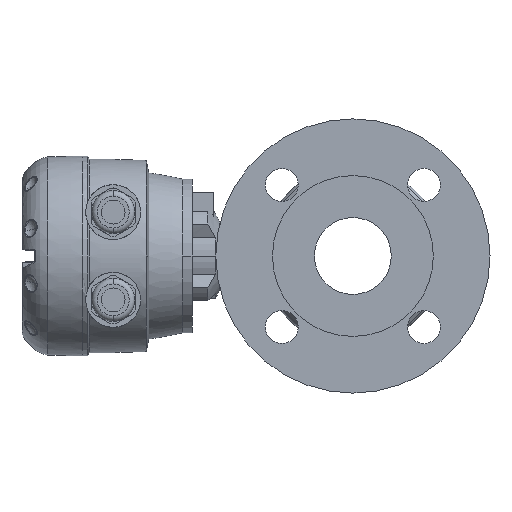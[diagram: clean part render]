
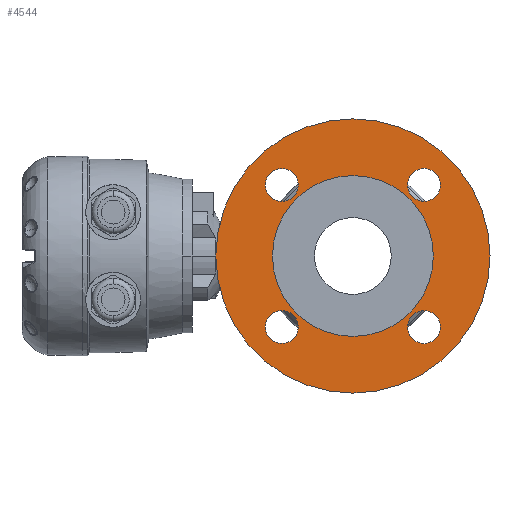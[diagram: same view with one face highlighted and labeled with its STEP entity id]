
A CAD part, left-side view. The second image highlights one B-rep face of the part: STEP entity #4544.
In plain terms, the highlighted planar face has unit normal (-1, 0, 0).
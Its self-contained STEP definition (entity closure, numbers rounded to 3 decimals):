
#880 = CARTESIAN_POINT ( 'NONE',  ( -64.805, -81.517, -54.543 ) ) ;
#966 = CARTESIAN_POINT ( 'NONE',  ( -64.805, -81.517, 33.457 ) ) ;
#999 = CARTESIAN_POINT ( 'NONE',  ( -64.805, -42.626, 19.348 ) ) ;
#1000 = CARTESIAN_POINT ( 'NONE',  ( -64.805, -81.517, 64.457 ) ) ;
#1001 = CARTESIAN_POINT ( 'NONE',  ( -64.805, -81.517, -85.543 ) ) ;
#1008 = CARTESIAN_POINT ( 'NONE',  ( -64.805, -120.408, -58.434 ) ) ;
#1009 = CARTESIAN_POINT ( 'NONE',  ( -64.805, -51.626, -49.434 ) ) ;
#1089 = CARTESIAN_POINT ( 'NONE',  ( -64.805, -129.408, 28.348 ) ) ;
#1090 = CARTESIAN_POINT ( 'NONE',  ( -64.805, -111.408, 28.348 ) ) ;
#1092 = CARTESIAN_POINT ( 'NONE',  ( -64.805, -120.408, -40.434 ) ) ;
#1095 = CARTESIAN_POINT ( 'NONE',  ( -64.805, -33.626, -49.434 ) ) ;
#1803 = CARTESIAN_POINT ( 'NONE',  ( -64.805, -42.626, 37.348 ) ) ;
#2250 = CARTESIAN_POINT ( 'NONE',  ( -64.805, -42.626, -49.434 ) ) ;
#2251 = DIRECTION ( 'NONE',  ( -1., 0., 0. ) ) ;
#2252 = DIRECTION ( 'NONE',  ( 0., 0., 1. ) ) ;
#2336 = CARTESIAN_POINT ( 'NONE',  ( -64.805, -81.517, -10.543 ) ) ;
#2337 = DIRECTION ( 'NONE',  ( 1., 0., 0. ) ) ;
#2338 = DIRECTION ( 'NONE',  ( 0., 0., -1. ) ) ;
#2340 = CARTESIAN_POINT ( 'NONE',  ( -64.805, -42.626, 28.348 ) ) ;
#2341 = DIRECTION ( 'NONE',  ( -1., 0., 0. ) ) ;
#2342 = DIRECTION ( 'NONE',  ( 0., 0., 1. ) ) ;
#2345 = CARTESIAN_POINT ( 'NONE',  ( -64.805, -42.626, -49.434 ) ) ;
#2346 = DIRECTION ( 'NONE',  ( -1., 0., 0. ) ) ;
#2347 = DIRECTION ( 'NONE',  ( 0., 0., 1. ) ) ;
#2350 = CARTESIAN_POINT ( 'NONE',  ( -64.805, -81.517, -10.543 ) ) ;
#2351 = DIRECTION ( 'NONE',  ( 1., 0., 0. ) ) ;
#2352 = DIRECTION ( 'NONE',  ( 0., 0., -1. ) ) ;
#2406 = CARTESIAN_POINT ( 'NONE',  ( -64.805, -81.517, -10.543 ) ) ;
#2407 = DIRECTION ( 'NONE',  ( 1., 0., 0. ) ) ;
#2408 = DIRECTION ( 'NONE',  ( 0., 0., -1. ) ) ;
#2448 = CARTESIAN_POINT ( 'NONE',  ( -64.805, -120.408, 28.348 ) ) ;
#2449 = DIRECTION ( 'NONE',  ( -1., 0., 0. ) ) ;
#2450 = DIRECTION ( 'NONE',  ( 0., 0., 1. ) ) ;
#2461 = CARTESIAN_POINT ( 'NONE',  ( -64.805, -120.408, -49.434 ) ) ;
#2462 = DIRECTION ( 'NONE',  ( -1., 0., 0. ) ) ;
#2463 = DIRECTION ( 'NONE',  ( 0., 0., 1. ) ) ;
#2491 = CARTESIAN_POINT ( 'NONE',  ( -64.805, -120.408, -49.434 ) ) ;
#2492 = DIRECTION ( 'NONE',  ( -1., 0., 0. ) ) ;
#2493 = DIRECTION ( 'NONE',  ( 0., 0., 1. ) ) ;
#2512 = CARTESIAN_POINT ( 'NONE',  ( -64.805, -42.626, 28.348 ) ) ;
#2513 = DIRECTION ( 'NONE',  ( -1., 0., 0. ) ) ;
#2514 = DIRECTION ( 'NONE',  ( 0., 0., 1. ) ) ;
#4544 = ADVANCED_FACE ( 'NONE', ( #8727, #8735, #8731, #8729, #8733, #8736 ), #15567, .T. ) ;
#4836 = EDGE_CURVE ( 'NONE', #17299, #17213, #8880, .T. ) ;
#5910 = CIRCLE ( 'NONE', #19296, 9. ) ;
#5953 = CIRCLE ( 'NONE', #19318, 44. ) ;
#5954 = CIRCLE ( 'NONE', #19319, 9. ) ;
#5955 = CIRCLE ( 'NONE', #19320, 9. ) ;
#5956 = CIRCLE ( 'NONE', #19321, 75. ) ;
#5976 = CIRCLE ( 'NONE', #19325, 75. ) ;
#5995 = CIRCLE ( 'NONE', #19335, 9. ) ;
#6004 = CIRCLE ( 'NONE', #19337, 9. ) ;
#6012 = CIRCLE ( 'NONE', #19338, 9. ) ;
#6025 = CIRCLE ( 'NONE', #19343, 9. ) ;
#6207 = CARTESIAN_POINT ( 'NONE',  ( -64.805, -120.408, 28.348 ) ) ;
#6208 = DIRECTION ( 'NONE',  ( -1., 0., 0. ) ) ;
#6209 = DIRECTION ( 'NONE',  ( 0., 0., 1. ) ) ;
#8727 = FACE_BOUND ( 'NONE', #15250, .T. ) ;
#8729 = FACE_BOUND ( 'NONE', #15258, .T. ) ;
#8731 = FACE_BOUND ( 'NONE', #15261, .T. ) ;
#8733 = FACE_OUTER_BOUND ( 'NONE', #15260, .T. ) ;
#8735 = FACE_BOUND ( 'NONE', #15248, .T. ) ;
#8736 = FACE_BOUND ( 'NONE', #15262, .T. ) ;
#8880 = CIRCLE ( 'NONE', #18758, 44. ) ;
#12633 = ORIENTED_EDGE ( 'NONE', *, *, #4836, .T. ) ;
#12686 = ORIENTED_EDGE ( 'NONE', *, *, #18085, .F. ) ;
#12787 = ORIENTED_EDGE ( 'NONE', *, *, #18133, .F. ) ;
#12803 = ORIENTED_EDGE ( 'NONE', *, *, #18124, .F. ) ;
#12808 = ORIENTED_EDGE ( 'NONE', *, *, #18084, .F. ) ;
#12810 = ORIENTED_EDGE ( 'NONE', *, *, #18056, .F. ) ;
#12816 = ORIENTED_EDGE ( 'NONE', *, *, #18082, .F. ) ;
#12823 = ORIENTED_EDGE ( 'NONE', *, *, #18118, .F. ) ;
#12827 = ORIENTED_EDGE ( 'NONE', *, *, #18493, .F. ) ;
#12834 = ORIENTED_EDGE ( 'NONE', *, *, #18081, .T. ) ;
#12860 = ORIENTED_EDGE ( 'NONE', *, *, #18113, .F. ) ;
#12918 = ORIENTED_EDGE ( 'NONE', *, *, #18098, .F. ) ;
#15248 = EDGE_LOOP ( 'NONE', ( #12827, #12860 ) ) ;
#15250 = EDGE_LOOP ( 'NONE', ( #12787, #12816 ) ) ;
#15258 = EDGE_LOOP ( 'NONE', ( #12808, #12810 ) ) ;
#15260 = EDGE_LOOP ( 'NONE', ( #12686, #12918 ) ) ;
#15261 = EDGE_LOOP ( 'NONE', ( #12803, #12823 ) ) ;
#15262 = EDGE_LOOP ( 'NONE', ( #12633, #12834 ) ) ;
#15565 = DIRECTION ( 'NONE',  ( -1., 0., 0. ) ) ;
#15567 = PLANE ( 'NONE',  #18688 ) ;
#15569 = CARTESIAN_POINT ( 'NONE',  ( -64.805, -81.517, -10.543 ) ) ;
#15571 = DIRECTION ( 'NONE',  ( 0., 0., -1. ) ) ;
#16180 = CARTESIAN_POINT ( 'NONE',  ( -64.805, -81.517, -10.543 ) ) ;
#16181 = DIRECTION ( 'NONE',  ( 1., 0., 0. ) ) ;
#16182 = DIRECTION ( 'NONE',  ( 0., 0., -1. ) ) ;
#17213 = VERTEX_POINT ( 'NONE', #880 ) ;
#17299 = VERTEX_POINT ( 'NONE', #966 ) ;
#17332 = VERTEX_POINT ( 'NONE', #999 ) ;
#17333 = VERTEX_POINT ( 'NONE', #1000 ) ;
#17334 = VERTEX_POINT ( 'NONE', #1001 ) ;
#17341 = VERTEX_POINT ( 'NONE', #1008 ) ;
#17342 = VERTEX_POINT ( 'NONE', #1009 ) ;
#17422 = VERTEX_POINT ( 'NONE', #1089 ) ;
#17423 = VERTEX_POINT ( 'NONE', #1090 ) ;
#17425 = VERTEX_POINT ( 'NONE', #1092 ) ;
#17428 = VERTEX_POINT ( 'NONE', #1095 ) ;
#17561 = VERTEX_POINT ( 'NONE', #1803 ) ;
#18056 = EDGE_CURVE ( 'NONE', #17428, #17342, #5910, .T. ) ;
#18081 = EDGE_CURVE ( 'NONE', #17213, #17299, #5953, .T. ) ;
#18082 = EDGE_CURVE ( 'NONE', #17332, #17561, #5954, .T. ) ;
#18084 = EDGE_CURVE ( 'NONE', #17342, #17428, #5955, .T. ) ;
#18085 = EDGE_CURVE ( 'NONE', #17334, #17333, #5956, .T. ) ;
#18098 = EDGE_CURVE ( 'NONE', #17333, #17334, #5976, .T. ) ;
#18113 = EDGE_CURVE ( 'NONE', #17423, #17422, #5995, .T. ) ;
#18118 = EDGE_CURVE ( 'NONE', #17341, #17425, #6004, .T. ) ;
#18124 = EDGE_CURVE ( 'NONE', #17425, #17341, #6012, .T. ) ;
#18133 = EDGE_CURVE ( 'NONE', #17561, #17332, #6025, .T. ) ;
#18302 = CIRCLE ( 'NONE', #19418, 9. ) ;
#18493 = EDGE_CURVE ( 'NONE', #17422, #17423, #18302, .T. ) ;
#18688 = AXIS2_PLACEMENT_3D ( 'NONE', #15569, #15565, #15571 ) ;
#18758 = AXIS2_PLACEMENT_3D ( 'NONE', #16180, #16181, #16182 ) ;
#19296 = AXIS2_PLACEMENT_3D ( 'NONE', #2250, #2251, #2252 ) ;
#19318 = AXIS2_PLACEMENT_3D ( 'NONE', #2336, #2337, #2338 ) ;
#19319 = AXIS2_PLACEMENT_3D ( 'NONE', #2340, #2341, #2342 ) ;
#19320 = AXIS2_PLACEMENT_3D ( 'NONE', #2345, #2346, #2347 ) ;
#19321 = AXIS2_PLACEMENT_3D ( 'NONE', #2350, #2351, #2352 ) ;
#19325 = AXIS2_PLACEMENT_3D ( 'NONE', #2406, #2407, #2408 ) ;
#19335 = AXIS2_PLACEMENT_3D ( 'NONE', #2448, #2449, #2450 ) ;
#19337 = AXIS2_PLACEMENT_3D ( 'NONE', #2461, #2462, #2463 ) ;
#19338 = AXIS2_PLACEMENT_3D ( 'NONE', #2491, #2492, #2493 ) ;
#19343 = AXIS2_PLACEMENT_3D ( 'NONE', #2512, #2513, #2514 ) ;
#19418 = AXIS2_PLACEMENT_3D ( 'NONE', #6207, #6208, #6209 ) ;
